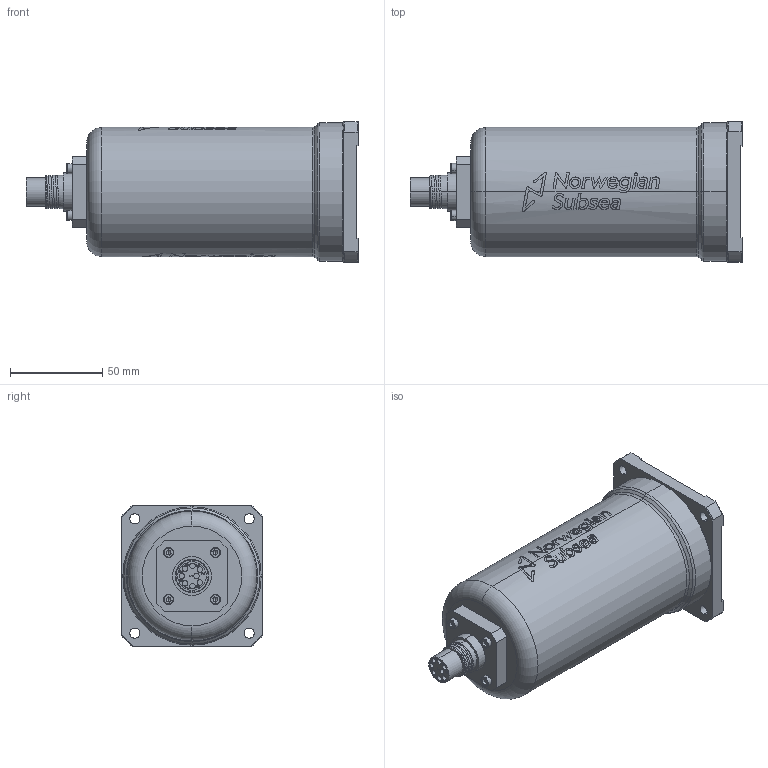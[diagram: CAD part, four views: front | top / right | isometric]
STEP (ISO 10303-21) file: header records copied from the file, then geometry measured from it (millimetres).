
FILE_DESCRIPTION (( 'STEP AP214' ), '1' );
FILE_NAME ('MRU-Subsea-A001_B.STEP', '2024-10-22T18:54:48', ( '' ), ( '' ), 'SwSTEP 2.0', 'SolidWorks 2024', '' );
FILE_SCHEMA (( 'AUTOMOTIVE_DESIGN' ));
Length unit declared in the file: millimetre
Products named in the file (10): MRU-Subsea-P002_A; O-ring; socket head cap screw_din_DIN 912 M3 x 6 --- 6N; O-ring_conn2; MRU-Subsea-P001_B; socket head cap screw_din_DIN 912 M4 x 10 --- 10N; MRU-Subsea-A001_B; FCR1508F; O-ring_conn1; Backup ring
Assembly tree (18 placements, depth 2):
  MRU-Subsea-A001_B
    MRU-Subsea-P001_B
    MRU-Subsea-P002_A
    FCR1508F
    socket head cap screw_din_DIN 912 M4 x 10 --- 10N  x5
    socket head cap screw_din_DIN 912 M3 x 6 --- 6N  x4
    Backup ring  x2
    O-ring  x2
    O-ring_conn1
    O-ring_conn2
Bounding box: 180 x 76 x 76 mm (x, y, z)
Volume: 272818.8 mm3; surface area: 99302.6 mm2
Topology: 18 solids, 18 shells, 1703 faces, 4383 edges, 2807 vertices
Faces by surface type: bspline 728, plane 460, cylinder 312, cone 113, torus 90
Entity records: 76639 total; most frequent: CARTESIAN_POINT 44588, ORIENTED_EDGE 7822, EDGE_CURVE 3911, DIRECTION 3886, VERTEX_POINT 2560, B_SPLINE_CURVE_WITH_KNOTS 2197, EDGE_LOOP 1673, FACE_OUTER_BOUND 1500
